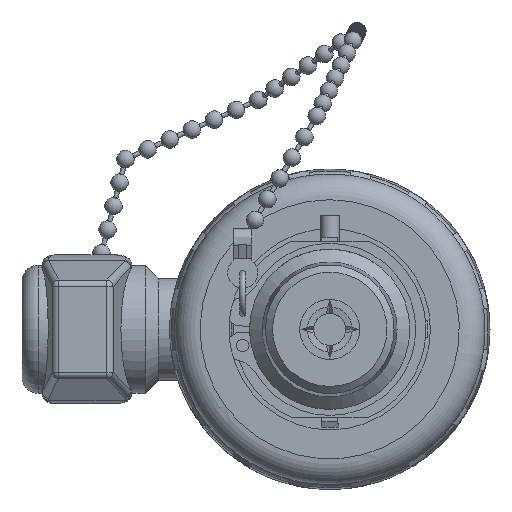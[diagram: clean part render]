
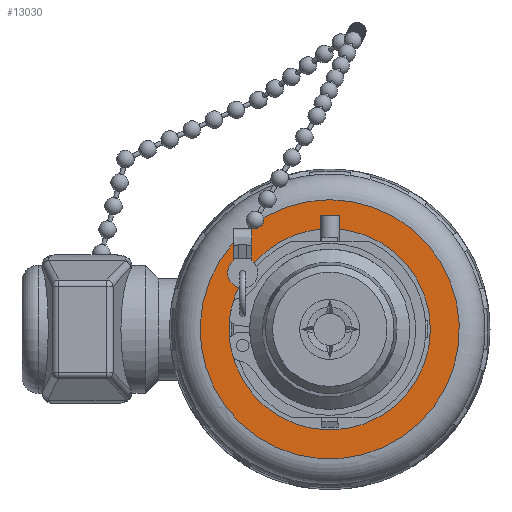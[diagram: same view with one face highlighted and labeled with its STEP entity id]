
A CAD part, left-side view. The second image highlights one B-rep face of the part: STEP entity #13030.
In plain terms, the highlighted planar face has unit normal (-1, 0, 0).
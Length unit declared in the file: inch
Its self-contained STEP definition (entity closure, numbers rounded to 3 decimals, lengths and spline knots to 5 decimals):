
#10826=CARTESIAN_POINT('',(-1.415,0.,0.785));
#10827=VERTEX_POINT('',#10826);
#10828=CARTESIAN_POINT('',(-1.415,0.,0.));
#10829=DIRECTION('',(-1.0,0.0,0.0));
#10830=DIRECTION('',(0.0,0.0,1.0));
#10831=AXIS2_PLACEMENT_3D('',#10828,#10829,#10830);
#10832=CIRCLE('',#10831,0.785);
#10833=EDGE_CURVE('',#10827,#10827,#10832,.T.);
#13011=CARTESIAN_POINT('',(-1.415,0.,0.998));
#13012=DIRECTION('',(-1.0,0.0,0.0));
#13013=DIRECTION('',(0.0,1.0,0.0));
#13014=AXIS2_PLACEMENT_3D('',#13011,#13012,#13013);
#13015=PLANE('',#13014);
#13016=CARTESIAN_POINT('',(-1.415,0.,1.011));
#13017=VERTEX_POINT('',#13016);
#13018=CARTESIAN_POINT('',(-1.415,0.,0.));
#13019=DIRECTION('',(1.0,0.0,0.0));
#13020=DIRECTION('',(0.0,0.0,-1.0));
#13021=AXIS2_PLACEMENT_3D('',#13018,#13019,#13020);
#13022=CIRCLE('',#13021,1.011);
#13023=EDGE_CURVE('',#13017,#13017,#13022,.T.);
#13024=ORIENTED_EDGE('',*,*,#13023,.F.);
#13025=EDGE_LOOP('',(#13024));
#13026=FACE_OUTER_BOUND('',#13025,.T.);
#13027=ORIENTED_EDGE('',*,*,#10833,.F.);
#13028=EDGE_LOOP('',(#13027));
#13029=FACE_BOUND('',#13028,.T.);
#13030=ADVANCED_FACE('',(#13026,#13029),#13015,.T.);
